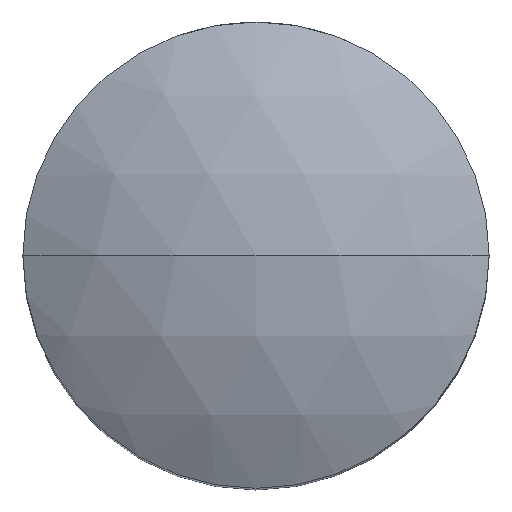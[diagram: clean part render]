
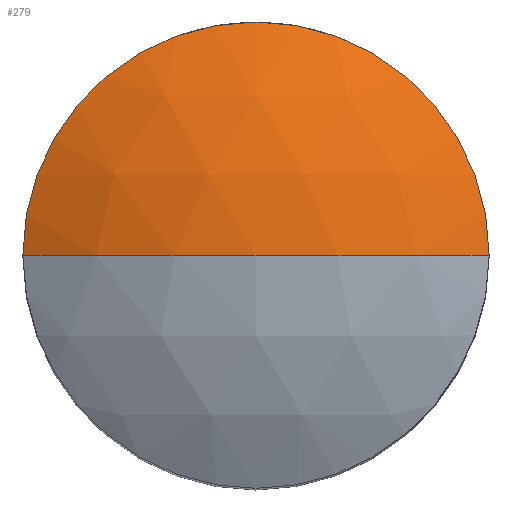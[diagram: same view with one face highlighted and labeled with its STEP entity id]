
A CAD part, top view. The second image highlights one B-rep face of the part: STEP entity #279.
In plain terms, the highlighted spherical face has radius 8 mm.
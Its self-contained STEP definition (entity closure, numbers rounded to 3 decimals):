
#6 = CARTESIAN_POINT ( 'NONE',  ( -4., 0., 8.928 ) ) ;
#98 = EDGE_LOOP ( 'NONE', ( #411, #614, #146 ) ) ;
#100 = CARTESIAN_POINT ( 'NONE',  ( 0., 0., 2. ) ) ;
#108 = EDGE_CURVE ( 'NONE', #427, #401, #195, .T. ) ;
#119 = EDGE_CURVE ( 'NONE', #401, #387, #174, .T. ) ;
#144 = DIRECTION ( 'NONE',  ( 0., 1., 0. ) ) ;
#146 = ORIENTED_EDGE ( 'NONE', *, *, #119, .F. ) ;
#174 = CIRCLE ( 'NONE', #251, 4. ) ;
#194 = EDGE_CURVE ( 'NONE', #427, #387, #506, .T. ) ;
#195 = CIRCLE ( 'NONE', #202, 8. ) ;
#202 = AXIS2_PLACEMENT_3D ( 'NONE', #396, #391, #386 ) ;
#208 = FACE_OUTER_BOUND ( 'NONE', #98, .T. ) ;
#251 = AXIS2_PLACEMENT_3D ( 'NONE', #350, #348, #342 ) ;
#279 = ADVANCED_FACE ( 'NONE', ( #208 ), #563, .T. ) ;
#342 = DIRECTION ( 'NONE',  ( -1., 0., 0. ) ) ;
#348 = DIRECTION ( 'NONE',  ( 0., 0., -1. ) ) ;
#350 = CARTESIAN_POINT ( 'NONE',  ( 0., 0., 8.928 ) ) ;
#376 = AXIS2_PLACEMENT_3D ( 'NONE', #100, #745, #845 ) ;
#386 = DIRECTION ( 'NONE',  ( 1., 0., 0. ) ) ;
#387 = VERTEX_POINT ( 'NONE', #588 ) ;
#389 = CARTESIAN_POINT ( 'NONE',  ( 0., 0., 10. ) ) ;
#391 = DIRECTION ( 'NONE',  ( 0., -1., 0. ) ) ;
#396 = CARTESIAN_POINT ( 'NONE',  ( 0., 0., 2. ) ) ;
#401 = VERTEX_POINT ( 'NONE', #6 ) ;
#411 = ORIENTED_EDGE ( 'NONE', *, *, #108, .F. ) ;
#427 = VERTEX_POINT ( 'NONE', #389 ) ;
#506 = CIRCLE ( 'NONE', #567, 8. ) ;
#542 = DIRECTION ( 'NONE',  ( 0., 0., 1. ) ) ;
#563 = SPHERICAL_SURFACE ( 'NONE', #376, 8. ) ;
#567 = AXIS2_PLACEMENT_3D ( 'NONE', #720, #144, #542 ) ;
#588 = CARTESIAN_POINT ( 'NONE',  ( 4., 0., 8.928 ) ) ;
#614 = ORIENTED_EDGE ( 'NONE', *, *, #194, .T. ) ;
#720 = CARTESIAN_POINT ( 'NONE',  ( 0., 0., 2. ) ) ;
#745 = DIRECTION ( 'NONE',  ( 0., -1., 0. ) ) ;
#845 = DIRECTION ( 'NONE',  ( 1., 0., 0. ) ) ;
